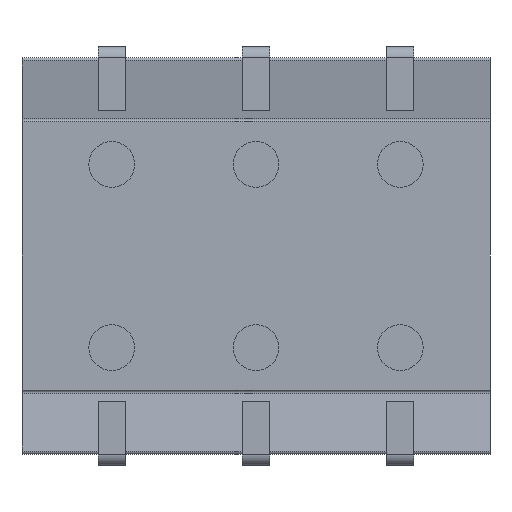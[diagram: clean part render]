
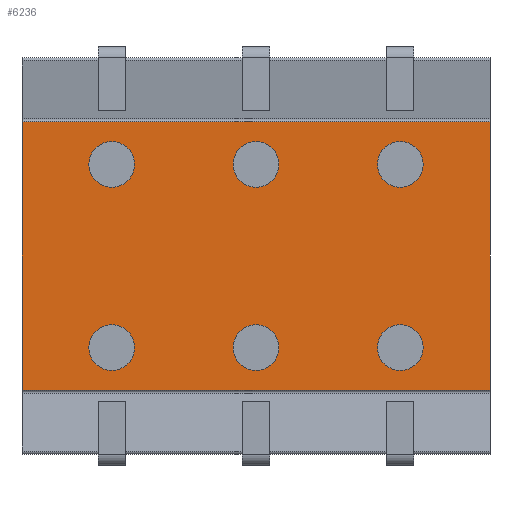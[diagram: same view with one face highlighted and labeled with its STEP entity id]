
A CAD part, front view. The second image highlights one B-rep face of the part: STEP entity #6236.
In plain terms, the highlighted planar face has unit normal (0, -1, 0).
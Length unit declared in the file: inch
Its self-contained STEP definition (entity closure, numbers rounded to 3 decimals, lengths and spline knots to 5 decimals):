
#323=DIRECTION('',(0.,0.,-1.));
#324=VECTOR('',#323,0.293);
#325=CARTESIAN_POINT('',(-0.2555,-0.058,0.1465));
#326=LINE('',#325,#324);
#524=DIRECTION('',(0.,0.,-1.));
#525=VECTOR('',#524,0.293);
#526=CARTESIAN_POINT('',(0.2555,-0.058,0.1465));
#527=LINE('',#526,#525);
#2253=DIRECTION('',(1.,0.,0.));
#2254=VECTOR('',#2253,0.511);
#2255=CARTESIAN_POINT('',(-0.2555,-0.058,0.1465));
#2256=LINE('',#2255,#2254);
#2260=DIRECTION('',(1.,0.,0.));
#2261=VECTOR('',#2260,0.511);
#2262=CARTESIAN_POINT('',(-0.2555,-0.058,-0.1465));
#2263=LINE('',#2262,#2261);
#2267=CARTESIAN_POINT('',(0.1575,-0.058,-0.1));
#2268=DIRECTION('',(0.,1.,0.));
#2269=DIRECTION('',(-1.,0.,0.));
#2270=AXIS2_PLACEMENT_3D('',#2267,#2268,#2269);
#2275=CARTESIAN_POINT('',(0.1575,-0.058,-0.1));
#2276=DIRECTION('',(0.,1.,0.));
#2277=DIRECTION('',(1.,0.,0.));
#2278=AXIS2_PLACEMENT_3D('',#2275,#2276,#2277);
#2283=CARTESIAN_POINT('',(0.,-0.058,-0.1));
#2284=DIRECTION('',(0.,1.,0.));
#2285=DIRECTION('',(-1.,0.,0.));
#2286=AXIS2_PLACEMENT_3D('',#2283,#2284,#2285);
#2291=CARTESIAN_POINT('',(0.,-0.058,-0.1));
#2292=DIRECTION('',(0.,1.,0.));
#2293=DIRECTION('',(1.,0.,0.));
#2294=AXIS2_PLACEMENT_3D('',#2291,#2292,#2293);
#2299=CARTESIAN_POINT('',(-0.1575,-0.058,-0.1));
#2300=DIRECTION('',(0.,1.,0.));
#2301=DIRECTION('',(-1.,0.,0.));
#2302=AXIS2_PLACEMENT_3D('',#2299,#2300,#2301);
#2307=CARTESIAN_POINT('',(-0.1575,-0.058,-0.1));
#2308=DIRECTION('',(0.,1.,0.));
#2309=DIRECTION('',(1.,0.,0.));
#2310=AXIS2_PLACEMENT_3D('',#2307,#2308,#2309);
#2315=CARTESIAN_POINT('',(0.1575,-0.058,0.1));
#2316=DIRECTION('',(0.,1.,0.));
#2317=DIRECTION('',(-1.,0.,0.));
#2318=AXIS2_PLACEMENT_3D('',#2315,#2316,#2317);
#2323=CARTESIAN_POINT('',(0.1575,-0.058,0.1));
#2324=DIRECTION('',(0.,1.,0.));
#2325=DIRECTION('',(1.,0.,0.));
#2326=AXIS2_PLACEMENT_3D('',#2323,#2324,#2325);
#2331=CARTESIAN_POINT('',(0.,-0.058,0.1));
#2332=DIRECTION('',(0.,1.,0.));
#2333=DIRECTION('',(-1.,0.,0.));
#2334=AXIS2_PLACEMENT_3D('',#2331,#2332,#2333);
#2339=CARTESIAN_POINT('',(0.,-0.058,0.1));
#2340=DIRECTION('',(0.,1.,0.));
#2341=DIRECTION('',(1.,0.,0.));
#2342=AXIS2_PLACEMENT_3D('',#2339,#2340,#2341);
#2347=CARTESIAN_POINT('',(-0.1575,-0.058,0.1));
#2348=DIRECTION('',(0.,1.,0.));
#2349=DIRECTION('',(-1.,0.,0.));
#2350=AXIS2_PLACEMENT_3D('',#2347,#2348,#2349);
#2355=CARTESIAN_POINT('',(-0.1575,-0.058,0.1));
#2356=DIRECTION('',(0.,1.,0.));
#2357=DIRECTION('',(1.,0.,0.));
#2358=AXIS2_PLACEMENT_3D('',#2355,#2356,#2357);
#3077=CARTESIAN_POINT('',(-0.2555,-0.058,0.1465));
#3079=VERTEX_POINT('',#3077);
#3083=CARTESIAN_POINT('',(0.2555,-0.058,0.1465));
#3085=VERTEX_POINT('',#3083);
#3089=CARTESIAN_POINT('',(-0.2555,-0.058,-0.1465));
#3090=VERTEX_POINT('',#3089);
#3091=CARTESIAN_POINT('',(0.2555,-0.058,-0.1465));
#3092=VERTEX_POINT('',#3091);
#3093=CARTESIAN_POINT('',(0.1325,-0.058,-0.1));
#3094=CARTESIAN_POINT('',(0.1825,-0.058,-0.1));
#3095=VERTEX_POINT('',#3093);
#3096=VERTEX_POINT('',#3094);
#3097=CARTESIAN_POINT('',(-0.025,-0.058,-0.1));
#3098=CARTESIAN_POINT('',(0.025,-0.058,-0.1));
#3099=VERTEX_POINT('',#3097);
#3100=VERTEX_POINT('',#3098);
#3101=CARTESIAN_POINT('',(-0.1825,-0.058,-0.1));
#3102=CARTESIAN_POINT('',(-0.1325,-0.058,-0.1));
#3103=VERTEX_POINT('',#3101);
#3104=VERTEX_POINT('',#3102);
#3105=CARTESIAN_POINT('',(0.1325,-0.058,0.1));
#3106=CARTESIAN_POINT('',(0.1825,-0.058,0.1));
#3107=VERTEX_POINT('',#3105);
#3108=VERTEX_POINT('',#3106);
#3109=CARTESIAN_POINT('',(-0.025,-0.058,0.1));
#3110=CARTESIAN_POINT('',(0.025,-0.058,0.1));
#3111=VERTEX_POINT('',#3109);
#3112=VERTEX_POINT('',#3110);
#3113=CARTESIAN_POINT('',(-0.1825,-0.058,0.1));
#3114=CARTESIAN_POINT('',(-0.1325,-0.058,0.1));
#3115=VERTEX_POINT('',#3113);
#3116=VERTEX_POINT('',#3114);
#6188=CARTESIAN_POINT('',(-0.2555,-0.058,0.2165));
#6189=DIRECTION('',(0.,-1.,0.));
#6190=DIRECTION('',(0.,0.,-1.));
#6191=AXIS2_PLACEMENT_3D('',#6188,#6189,#6190);
#6192=PLANE('',#6191);
#6194=ORIENTED_EDGE('',*,*,#6193,.T.);
#6195=ORIENTED_EDGE('',*,*,#4043,.T.);
#6196=ORIENTED_EDGE('',*,*,#6181,.F.);
#6197=ORIENTED_EDGE('',*,*,#3969,.F.);
#6198=EDGE_LOOP('',(#6194,#6195,#6196,#6197));
#6199=FACE_OUTER_BOUND('',#6198,.F.);
#6201=ORIENTED_EDGE('',*,*,#6200,.F.);
#6203=ORIENTED_EDGE('',*,*,#6202,.F.);
#6204=EDGE_LOOP('',(#6201,#6203));
#6205=FACE_BOUND('',#6204,.F.);
#6207=ORIENTED_EDGE('',*,*,#6206,.F.);
#6209=ORIENTED_EDGE('',*,*,#6208,.F.);
#6210=EDGE_LOOP('',(#6207,#6209));
#6211=FACE_BOUND('',#6210,.F.);
#6213=ORIENTED_EDGE('',*,*,#6212,.F.);
#6215=ORIENTED_EDGE('',*,*,#6214,.F.);
#6216=EDGE_LOOP('',(#6213,#6215));
#6217=FACE_BOUND('',#6216,.F.);
#6219=ORIENTED_EDGE('',*,*,#6218,.F.);
#6221=ORIENTED_EDGE('',*,*,#6220,.F.);
#6222=EDGE_LOOP('',(#6219,#6221));
#6223=FACE_BOUND('',#6222,.F.);
#6225=ORIENTED_EDGE('',*,*,#6224,.F.);
#6227=ORIENTED_EDGE('',*,*,#6226,.F.);
#6228=EDGE_LOOP('',(#6225,#6227));
#6229=FACE_BOUND('',#6228,.F.);
#6231=ORIENTED_EDGE('',*,*,#6230,.F.);
#6233=ORIENTED_EDGE('',*,*,#6232,.F.);
#6234=EDGE_LOOP('',(#6231,#6233));
#6235=FACE_BOUND('',#6234,.F.);
#2271=CIRCLE('',#2270,0.025);
#2279=CIRCLE('',#2278,0.025);
#2287=CIRCLE('',#2286,0.025);
#2295=CIRCLE('',#2294,0.025);
#2303=CIRCLE('',#2302,0.025);
#2311=CIRCLE('',#2310,0.025);
#2319=CIRCLE('',#2318,0.025);
#2327=CIRCLE('',#2326,0.025);
#2335=CIRCLE('',#2334,0.025);
#2343=CIRCLE('',#2342,0.025);
#2351=CIRCLE('',#2350,0.025);
#2359=CIRCLE('',#2358,0.025);
#3969=EDGE_CURVE('',#3079,#3090,#326,.T.);
#4043=EDGE_CURVE('',#3085,#3092,#527,.T.);
#6181=EDGE_CURVE('',#3090,#3092,#2263,.T.);
#6193=EDGE_CURVE('',#3079,#3085,#2256,.T.);
#6200=EDGE_CURVE('',#3095,#3096,#2271,.T.);
#6202=EDGE_CURVE('',#3096,#3095,#2279,.T.);
#6206=EDGE_CURVE('',#3099,#3100,#2287,.T.);
#6208=EDGE_CURVE('',#3100,#3099,#2295,.T.);
#6212=EDGE_CURVE('',#3103,#3104,#2303,.T.);
#6214=EDGE_CURVE('',#3104,#3103,#2311,.T.);
#6218=EDGE_CURVE('',#3107,#3108,#2319,.T.);
#6220=EDGE_CURVE('',#3108,#3107,#2327,.T.);
#6224=EDGE_CURVE('',#3111,#3112,#2335,.T.);
#6226=EDGE_CURVE('',#3112,#3111,#2343,.T.);
#6230=EDGE_CURVE('',#3115,#3116,#2351,.T.);
#6232=EDGE_CURVE('',#3116,#3115,#2359,.T.);
#6236=ADVANCED_FACE('',(#6199,#6205,#6211,#6217,#6223,#6229,#6235),#6192,.T.);
